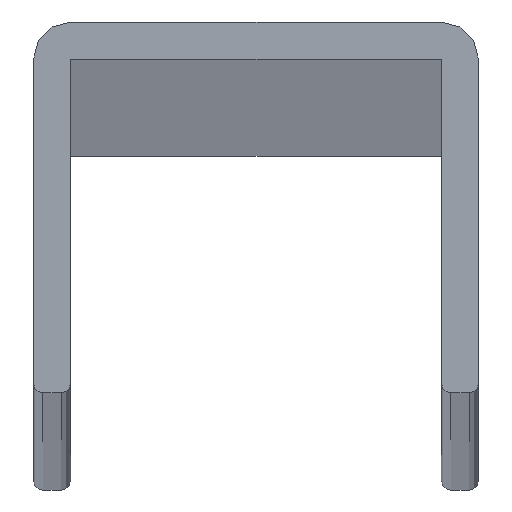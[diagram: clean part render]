
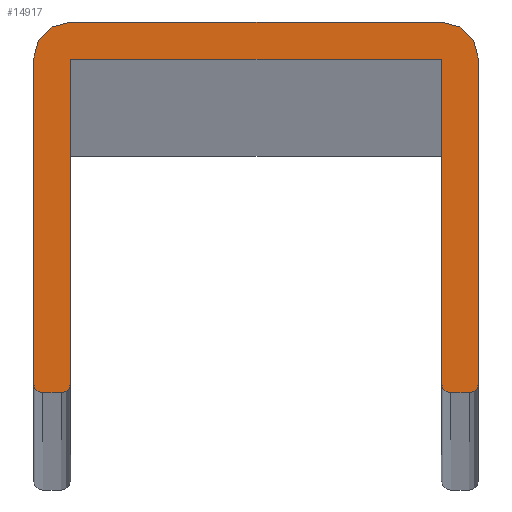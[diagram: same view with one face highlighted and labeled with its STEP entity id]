
A CAD part, top view. The second image highlights one B-rep face of the part: STEP entity #14917.
In plain terms, the highlighted planar face has unit normal (0, 0, 1).
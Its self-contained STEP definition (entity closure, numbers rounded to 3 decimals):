
#171 = VERTEX_POINT ( 'NONE', #14723 ) ;
#223 = LINE ( 'NONE', #2932, #12481 ) ;
#582 = EDGE_LOOP ( 'NONE', ( #7542, #2491, #4867, #3188, #6754, #2486, #13940, #11955, #1303, #1911, #851, #9316, #7599, #5800 ) ) ;
#787 = AXIS2_PLACEMENT_3D ( 'NONE', #1604, #12174, #6283 ) ;
#851 = ORIENTED_EDGE ( 'NONE', *, *, #6736, .T. ) ;
#997 = CARTESIAN_POINT ( 'NONE',  ( 10., 0.5, 1500. ) ) ;
#1048 = DIRECTION ( 'NONE',  ( 0., -1., 0. ) ) ;
#1244 = VERTEX_POINT ( 'NONE', #5565 ) ;
#1303 = ORIENTED_EDGE ( 'NONE', *, *, #2793, .T. ) ;
#1316 = DIRECTION ( 'NONE',  ( 0., 0., 1. ) ) ;
#1538 = VERTEX_POINT ( 'NONE', #10073 ) ;
#1604 = CARTESIAN_POINT ( 'NONE',  ( 10., 18., 1500. ) ) ;
#1629 = VERTEX_POINT ( 'NONE', #7877 ) ;
#1828 = CARTESIAN_POINT ( 'NONE',  ( -12., 18., 1500. ) ) ;
#1911 = ORIENTED_EDGE ( 'NONE', *, *, #9978, .F. ) ;
#1947 = DIRECTION ( 'NONE',  ( 1., 0., 0. ) ) ;
#2099 = AXIS2_PLACEMENT_3D ( 'NONE', #3890, #11020, #13586 ) ;
#2261 = VERTEX_POINT ( 'NONE', #1828 ) ;
#2339 = CARTESIAN_POINT ( 'NONE',  ( 12., 0.5, 1500. ) ) ;
#2486 = ORIENTED_EDGE ( 'NONE', *, *, #4754, .T. ) ;
#2491 = ORIENTED_EDGE ( 'NONE', *, *, #11425, .F. ) ;
#2674 = CARTESIAN_POINT ( 'NONE',  ( -11.5, 0.5, 1500. ) ) ;
#2679 = DIRECTION ( 'NONE',  ( 1., 0., 0. ) ) ;
#2686 = CIRCLE ( 'NONE', #11208, 2. ) ;
#2722 = PLANE ( 'NONE',  #6021 ) ;
#2729 = VECTOR ( 'NONE', #1048, 1000. ) ;
#2772 = DIRECTION ( 'NONE',  ( 1., 0., 0. ) ) ;
#2793 = EDGE_CURVE ( 'NONE', #14768, #6603, #6366, .T. ) ;
#2932 = CARTESIAN_POINT ( 'NONE',  ( -10., 20., 1500. ) ) ;
#3188 = ORIENTED_EDGE ( 'NONE', *, *, #5325, .T. ) ;
#3447 = CARTESIAN_POINT ( 'NONE',  ( 11.5, 0.5, 1500. ) ) ;
#3582 = CARTESIAN_POINT ( 'NONE',  ( 10., 18., 1500. ) ) ;
#3797 = CARTESIAN_POINT ( 'NONE',  ( 10.5, 0.5, 1500. ) ) ;
#3890 = CARTESIAN_POINT ( 'NONE',  ( -10.5, 0.5, 1500. ) ) ;
#3934 = DIRECTION ( 'NONE',  ( 0., 1., 0. ) ) ;
#3990 = LINE ( 'NONE', #3582, #6813 ) ;
#4094 = LINE ( 'NONE', #13363, #12815 ) ;
#4129 = DIRECTION ( 'NONE',  ( 1., 0., 0. ) ) ;
#4440 = DIRECTION ( 'NONE',  ( 1., 0., 0. ) ) ;
#4670 = CARTESIAN_POINT ( 'NONE',  ( -11.5, 0., 1500. ) ) ;
#4754 = EDGE_CURVE ( 'NONE', #9742, #1244, #5234, .T. ) ;
#4867 = ORIENTED_EDGE ( 'NONE', *, *, #14071, .T. ) ;
#5148 = LINE ( 'NONE', #13412, #14800 ) ;
#5193 = CARTESIAN_POINT ( 'NONE',  ( -10., 0.5, 1500. ) ) ;
#5234 = LINE ( 'NONE', #5193, #11711 ) ;
#5325 = EDGE_CURVE ( 'NONE', #7612, #14635, #4094, .T. ) ;
#5343 = LINE ( 'NONE', #10328, #9067 ) ;
#5416 = FACE_OUTER_BOUND ( 'NONE', #582, .T. ) ;
#5565 = CARTESIAN_POINT ( 'NONE',  ( -10., 18., 1500. ) ) ;
#5800 = ORIENTED_EDGE ( 'NONE', *, *, #12963, .F. ) ;
#6021 = AXIS2_PLACEMENT_3D ( 'NONE', #7427, #14512, #13518 ) ;
#6283 = DIRECTION ( 'NONE',  ( -1., 0., 0. ) ) ;
#6309 = CARTESIAN_POINT ( 'NONE',  ( 11.5, 0., 1500. ) ) ;
#6366 = CIRCLE ( 'NONE', #9441, 0.5 ) ;
#6603 = VERTEX_POINT ( 'NONE', #12681 ) ;
#6736 = EDGE_CURVE ( 'NONE', #1538, #13715, #9800, .T. ) ;
#6754 = ORIENTED_EDGE ( 'NONE', *, *, #9808, .T. ) ;
#6813 = VECTOR ( 'NONE', #8213, 1000. ) ;
#7044 = CARTESIAN_POINT ( 'NONE',  ( 12., 18., 1500. ) ) ;
#7114 = EDGE_CURVE ( 'NONE', #14291, #13715, #9446, .T. ) ;
#7313 = EDGE_CURVE ( 'NONE', #171, #14291, #9258, .T. ) ;
#7348 = DIRECTION ( 'NONE',  ( 1., 0., 0. ) ) ;
#7427 = CARTESIAN_POINT ( 'NONE',  ( -10., 18., 1500. ) ) ;
#7542 = ORIENTED_EDGE ( 'NONE', *, *, #9098, .T. ) ;
#7599 = ORIENTED_EDGE ( 'NONE', *, *, #7313, .F. ) ;
#7612 = VERTEX_POINT ( 'NONE', #4670 ) ;
#7877 = CARTESIAN_POINT ( 'NONE',  ( -12., 0.5, 1500. ) ) ;
#7887 = DIRECTION ( 'NONE',  ( 0., 0., 1. ) ) ;
#8135 = VECTOR ( 'NONE', #10892, 1000. ) ;
#8213 = DIRECTION ( 'NONE',  ( 0., -1., 0. ) ) ;
#8997 = AXIS2_PLACEMENT_3D ( 'NONE', #2674, #10958, #2772 ) ;
#9067 = VECTOR ( 'NONE', #4440, 1000. ) ;
#9098 = EDGE_CURVE ( 'NONE', #11627, #2261, #2686, .T. ) ;
#9258 = CIRCLE ( 'NONE', #787, 2. ) ;
#9316 = ORIENTED_EDGE ( 'NONE', *, *, #7114, .F. ) ;
#9429 = EDGE_CURVE ( 'NONE', #15123, #14768, #3990, .T. ) ;
#9441 = AXIS2_PLACEMENT_3D ( 'NONE', #3797, #1316, #7348 ) ;
#9446 = LINE ( 'NONE', #7044, #2729 ) ;
#9561 = CIRCLE ( 'NONE', #8997, 0.5 ) ;
#9742 = VERTEX_POINT ( 'NONE', #14426 ) ;
#9800 = CIRCLE ( 'NONE', #10607, 0.5 ) ;
#9808 = EDGE_CURVE ( 'NONE', #14635, #9742, #11597, .T. ) ;
#9814 = DIRECTION ( 'NONE',  ( 0., 1., 0. ) ) ;
#9971 = CARTESIAN_POINT ( 'NONE',  ( -10.5, 0., 1500. ) ) ;
#9978 = EDGE_CURVE ( 'NONE', #1538, #6603, #12943, .T. ) ;
#10073 = CARTESIAN_POINT ( 'NONE',  ( 11.5, 0., 1500. ) ) ;
#10328 = CARTESIAN_POINT ( 'NONE',  ( -10., 18., 1500. ) ) ;
#10607 = AXIS2_PLACEMENT_3D ( 'NONE', #3447, #11638, #12722 ) ;
#10867 = CARTESIAN_POINT ( 'NONE',  ( -10., 20., 1500. ) ) ;
#10892 = DIRECTION ( 'NONE',  ( -1., 0., 0. ) ) ;
#10958 = DIRECTION ( 'NONE',  ( 0., 0., 1. ) ) ;
#11020 = DIRECTION ( 'NONE',  ( 0., 0., 1. ) ) ;
#11208 = AXIS2_PLACEMENT_3D ( 'NONE', #15065, #7887, #1947 ) ;
#11425 = EDGE_CURVE ( 'NONE', #1629, #2261, #5148, .T. ) ;
#11597 = CIRCLE ( 'NONE', #2099, 0.5 ) ;
#11627 = VERTEX_POINT ( 'NONE', #10867 ) ;
#11638 = DIRECTION ( 'NONE',  ( 0., 0., 1. ) ) ;
#11711 = VECTOR ( 'NONE', #9814, 1000. ) ;
#11838 = CARTESIAN_POINT ( 'NONE',  ( 10., 18., 1500. ) ) ;
#11955 = ORIENTED_EDGE ( 'NONE', *, *, #9429, .T. ) ;
#12174 = DIRECTION ( 'NONE',  ( 0., 0., -1. ) ) ;
#12481 = VECTOR ( 'NONE', #4129, 1000. ) ;
#12681 = CARTESIAN_POINT ( 'NONE',  ( 10.5, 0., 1500. ) ) ;
#12722 = DIRECTION ( 'NONE',  ( 1., 0., 0. ) ) ;
#12815 = VECTOR ( 'NONE', #2679, 1000. ) ;
#12943 = LINE ( 'NONE', #6309, #8135 ) ;
#12963 = EDGE_CURVE ( 'NONE', #11627, #171, #223, .T. ) ;
#13363 = CARTESIAN_POINT ( 'NONE',  ( -11.5, 0., 1500. ) ) ;
#13412 = CARTESIAN_POINT ( 'NONE',  ( -12., 0.5, 1500. ) ) ;
#13458 = EDGE_CURVE ( 'NONE', #1244, #15123, #5343, .T. ) ;
#13518 = DIRECTION ( 'NONE',  ( 1., 0., 0. ) ) ;
#13586 = DIRECTION ( 'NONE',  ( 1., 0., 0. ) ) ;
#13715 = VERTEX_POINT ( 'NONE', #2339 ) ;
#13785 = CARTESIAN_POINT ( 'NONE',  ( 12., 18., 1500. ) ) ;
#13940 = ORIENTED_EDGE ( 'NONE', *, *, #13458, .T. ) ;
#14071 = EDGE_CURVE ( 'NONE', #1629, #7612, #9561, .T. ) ;
#14291 = VERTEX_POINT ( 'NONE', #13785 ) ;
#14426 = CARTESIAN_POINT ( 'NONE',  ( -10., 0.5, 1500. ) ) ;
#14512 = DIRECTION ( 'NONE',  ( 0., 0., 1. ) ) ;
#14635 = VERTEX_POINT ( 'NONE', #9971 ) ;
#14723 = CARTESIAN_POINT ( 'NONE',  ( 10., 20., 1500. ) ) ;
#14768 = VERTEX_POINT ( 'NONE', #997 ) ;
#14800 = VECTOR ( 'NONE', #3934, 1000. ) ;
#14917 = ADVANCED_FACE ( 'NONE', ( #5416 ), #2722, .T. ) ;
#15065 = CARTESIAN_POINT ( 'NONE',  ( -10., 18., 1500. ) ) ;
#15123 = VERTEX_POINT ( 'NONE', #11838 ) ;
